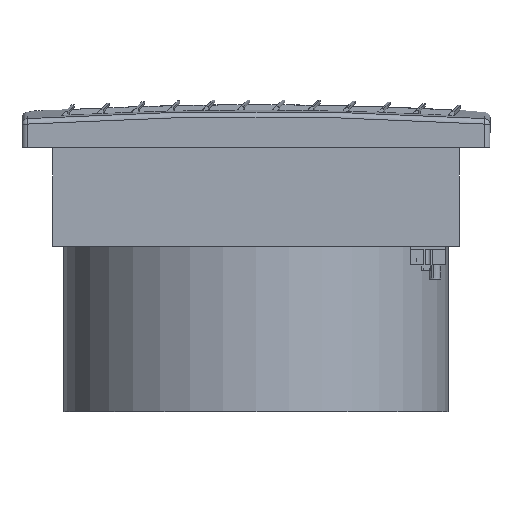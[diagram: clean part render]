
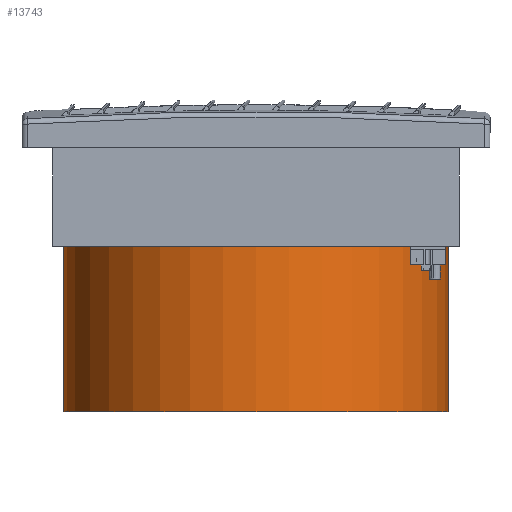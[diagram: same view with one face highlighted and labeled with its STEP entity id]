
A CAD part, left-side view. The second image highlights one B-rep face of the part: STEP entity #13743.
In plain terms, the highlighted cylindrical face has radius 105.5 mm (diameter 211 mm), a full revolution.
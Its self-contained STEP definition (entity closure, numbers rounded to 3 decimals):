
#305 = EDGE_LOOP ( 'NONE', ( #18024 ) ) ;
#844 = CIRCLE ( 'NONE', #13676, 105.5 ) ;
#1821 = DIRECTION ( 'NONE',  ( 1., 0., 0. ) ) ;
#1854 = FACE_OUTER_BOUND ( 'NONE', #9144, .T. ) ;
#2171 = EDGE_CURVE ( 'NONE', #8491, #8491, #844, .T. ) ;
#2357 = FACE_OUTER_BOUND ( 'NONE', #305, .T. ) ;
#2506 = VERTEX_POINT ( 'NONE', #9404 ) ;
#3345 = DIRECTION ( 'NONE',  ( 0., 0., 1. ) ) ;
#3551 = ORIENTED_EDGE ( 'NONE', *, *, #13706, .F. ) ;
#6681 = DIRECTION ( 'NONE',  ( 0., 0., -1. ) ) ;
#6783 = CIRCLE ( 'NONE', #18556, 105.5 ) ;
#7107 = AXIS2_PLACEMENT_3D ( 'NONE', #14949, #3345, #1821 ) ;
#8491 = VERTEX_POINT ( 'NONE', #10896 ) ;
#9144 = EDGE_LOOP ( 'NONE', ( #3551 ) ) ;
#9404 = CARTESIAN_POINT ( 'NONE',  ( 6., -111.5, -145. ) ) ;
#9592 = CARTESIAN_POINT ( 'NONE',  ( 111.5, -111.5, -54. ) ) ;
#9721 = DIRECTION ( 'NONE',  ( 0., 0., -1. ) ) ;
#10896 = CARTESIAN_POINT ( 'NONE',  ( 6., -111.5, -54. ) ) ;
#11643 = DIRECTION ( 'NONE',  ( -1., 0., 0. ) ) ;
#12962 = CYLINDRICAL_SURFACE ( 'NONE', #7107, 105.5 ) ;
#13676 = AXIS2_PLACEMENT_3D ( 'NONE', #9592, #9721, #11643 ) ;
#13706 = EDGE_CURVE ( 'NONE', #2506, #2506, #6783, .T. ) ;
#13743 = ADVANCED_FACE ( 'NONE', ( #1854, #2357 ), #12962, .T. ) ;
#14949 = CARTESIAN_POINT ( 'NONE',  ( 111.5, -111.5, -145. ) ) ;
#16527 = CARTESIAN_POINT ( 'NONE',  ( 111.5, -111.5, -145. ) ) ;
#18024 = ORIENTED_EDGE ( 'NONE', *, *, #2171, .T. ) ;
#18196 = DIRECTION ( 'NONE',  ( -1., 0., 0. ) ) ;
#18556 = AXIS2_PLACEMENT_3D ( 'NONE', #16527, #6681, #18196 ) ;
